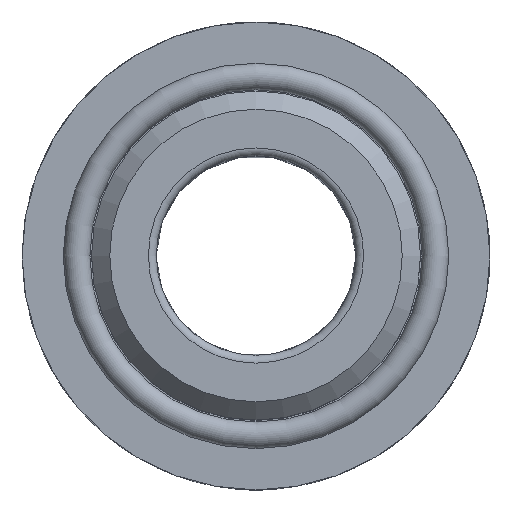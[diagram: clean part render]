
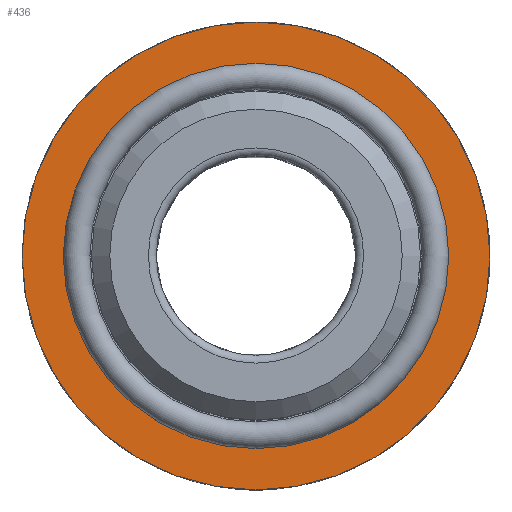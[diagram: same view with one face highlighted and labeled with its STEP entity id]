
A CAD part, top view. The second image highlights one B-rep face of the part: STEP entity #436.
In plain terms, the highlighted planar face has unit normal (0, 0, 1).
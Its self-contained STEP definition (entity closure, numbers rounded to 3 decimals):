
#27=PLANE('',#502);
#139=ORIENTED_EDGE('',*,*,#219,.F.);
#140=ORIENTED_EDGE('',*,*,#234,.T.);
#219=EDGE_CURVE('',#273,#273,#303,.T.);
#234=EDGE_CURVE('',#282,#282,#312,.T.);
#273=VERTEX_POINT('',#725);
#282=VERTEX_POINT('',#785);
#303=CIRCLE('',#484,14.9);
#312=CIRCLE('',#501,12.275);
#339=EDGE_LOOP('',(#139));
#340=EDGE_LOOP('',(#140));
#389=FACE_BOUND('',#339,.T.);
#390=FACE_BOUND('',#340,.T.);
#436=ADVANCED_FACE('',(#389,#390),#27,.F.);
#484=AXIS2_PLACEMENT_3D('',#724,#572,#573);
#501=AXIS2_PLACEMENT_3D('',#784,#606,#607);
#502=AXIS2_PLACEMENT_3D('',#786,#608,#609);
#572=DIRECTION('',(0.,0.,-1.));
#573=DIRECTION('',(-1.,0.,0.));
#606=DIRECTION('',(0.,0.,-1.));
#607=DIRECTION('',(-1.,0.,0.));
#608=DIRECTION('',(0.,0.,-1.));
#609=DIRECTION('',(-1.,0.,0.));
#724=CARTESIAN_POINT('',(0.,0.,0.));
#725=CARTESIAN_POINT('',(-14.9,0.,0.));
#784=CARTESIAN_POINT('',(0.,0.,0.));
#785=CARTESIAN_POINT('',(-12.275,0.,0.));
#786=CARTESIAN_POINT('',(0.,12.275,0.));
